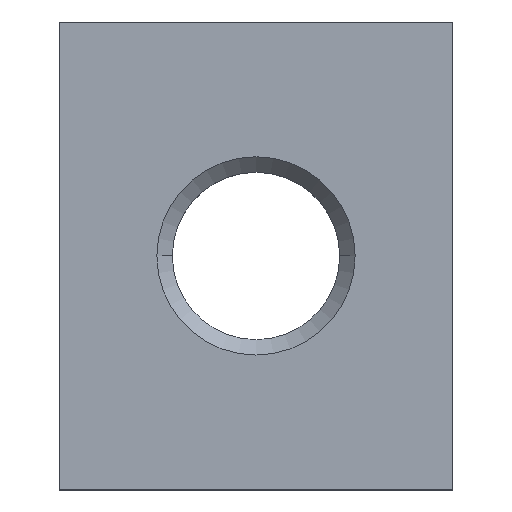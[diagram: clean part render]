
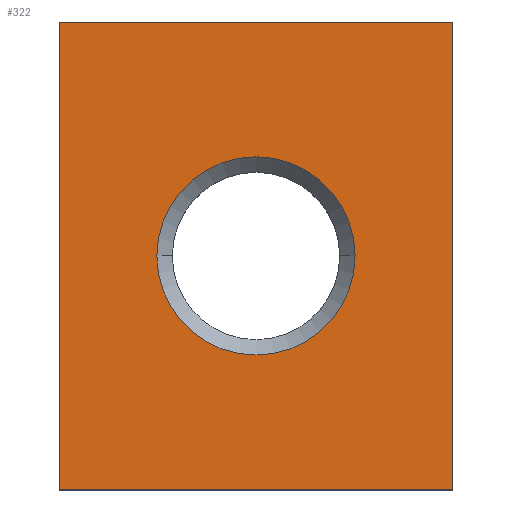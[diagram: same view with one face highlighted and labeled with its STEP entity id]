
A CAD part, top view. The second image highlights one B-rep face of the part: STEP entity #322.
In plain terms, the highlighted planar face has unit normal (0, 0, 1).
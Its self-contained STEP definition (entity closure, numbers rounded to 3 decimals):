
#7 = VECTOR ( 'NONE', #296, 1000. ) ;
#17 = VECTOR ( 'NONE', #284, 1000. ) ;
#22 = VERTEX_POINT ( 'NONE', #82 ) ;
#26 = LINE ( 'NONE', #354, #172 ) ;
#30 = ORIENTED_EDGE ( 'NONE', *, *, #236, .T. ) ;
#32 = EDGE_LOOP ( 'NONE', ( #341, #390 ) ) ;
#36 = AXIS2_PLACEMENT_3D ( 'NONE', #331, #351, #327 ) ;
#46 = AXIS2_PLACEMENT_3D ( 'NONE', #350, #361, #357 ) ;
#47 = EDGE_CURVE ( 'NONE', #22, #290, #291, .T. ) ;
#51 = CARTESIAN_POINT ( 'NONE',  ( 8., -9.5, 2. ) ) ;
#63 = ORIENTED_EDGE ( 'NONE', *, *, #240, .T. ) ;
#64 = LINE ( 'NONE', #253, #153 ) ;
#67 = VERTEX_POINT ( 'NONE', #310 ) ;
#71 = CARTESIAN_POINT ( 'NONE',  ( -8., 9.5, 2. ) ) ;
#79 = AXIS2_PLACEMENT_3D ( 'NONE', #198, #223, #385 ) ;
#82 = CARTESIAN_POINT ( 'NONE',  ( 4.025, 0., 2. ) ) ;
#88 = ORIENTED_EDGE ( 'NONE', *, *, #346, .T. ) ;
#109 = FACE_OUTER_BOUND ( 'NONE', #279, .T. ) ;
#119 = VERTEX_POINT ( 'NONE', #71 ) ;
#153 = VECTOR ( 'NONE', #271, 1000. ) ;
#172 = VECTOR ( 'NONE', #324, 1000. ) ;
#182 = FACE_BOUND ( 'NONE', #32, .T. ) ;
#189 = VERTEX_POINT ( 'NONE', #51 ) ;
#198 = CARTESIAN_POINT ( 'NONE',  ( 0., 0., 2. ) ) ;
#214 = VERTEX_POINT ( 'NONE', #337 ) ;
#223 = DIRECTION ( 'NONE',  ( 0., 0., 1. ) ) ;
#225 = LINE ( 'NONE', #297, #7 ) ;
#236 = EDGE_CURVE ( 'NONE', #67, #189, #225, .T. ) ;
#240 = EDGE_CURVE ( 'NONE', #214, #119, #340, .T. ) ;
#251 = EDGE_CURVE ( 'NONE', #189, #214, #64, .T. ) ;
#253 = CARTESIAN_POINT ( 'NONE',  ( 8., -9.5, 2. ) ) ;
#271 = DIRECTION ( 'NONE',  ( 0., 1., 0. ) ) ;
#279 = EDGE_LOOP ( 'NONE', ( #88, #30, #366, #63 ) ) ;
#284 = DIRECTION ( 'NONE',  ( -1., 0., 0. ) ) ;
#290 = VERTEX_POINT ( 'NONE', #358 ) ;
#291 = CIRCLE ( 'NONE', #79, 4.025 ) ;
#292 = CIRCLE ( 'NONE', #46, 4.025 ) ;
#296 = DIRECTION ( 'NONE',  ( 1., 0., 0. ) ) ;
#297 = CARTESIAN_POINT ( 'NONE',  ( 8., -9.5, 2. ) ) ;
#307 = CARTESIAN_POINT ( 'NONE',  ( 8., 9.5, 2. ) ) ;
#308 = EDGE_CURVE ( 'NONE', #290, #22, #292, .T. ) ;
#310 = CARTESIAN_POINT ( 'NONE',  ( -8., -9.5, 2. ) ) ;
#322 = ADVANCED_FACE ( 'NONE', ( #182, #109 ), #335, .T. ) ;
#324 = DIRECTION ( 'NONE',  ( 0., -1., 0. ) ) ;
#327 = DIRECTION ( 'NONE',  ( 1., 0., 0. ) ) ;
#331 = CARTESIAN_POINT ( 'NONE',  ( 0., 0., 2. ) ) ;
#335 = PLANE ( 'NONE',  #36 ) ;
#337 = CARTESIAN_POINT ( 'NONE',  ( 8., 9.5, 2. ) ) ;
#340 = LINE ( 'NONE', #307, #17 ) ;
#341 = ORIENTED_EDGE ( 'NONE', *, *, #47, .F. ) ;
#346 = EDGE_CURVE ( 'NONE', #119, #67, #26, .T. ) ;
#350 = CARTESIAN_POINT ( 'NONE',  ( 0., 0., 2. ) ) ;
#351 = DIRECTION ( 'NONE',  ( 0., 0., 1. ) ) ;
#354 = CARTESIAN_POINT ( 'NONE',  ( -8., -9.5, 2. ) ) ;
#357 = DIRECTION ( 'NONE',  ( 1., 0., 0. ) ) ;
#358 = CARTESIAN_POINT ( 'NONE',  ( -4.025, 0., 2. ) ) ;
#361 = DIRECTION ( 'NONE',  ( 0., 0., 1. ) ) ;
#366 = ORIENTED_EDGE ( 'NONE', *, *, #251, .T. ) ;
#385 = DIRECTION ( 'NONE',  ( 1., 0., 0. ) ) ;
#390 = ORIENTED_EDGE ( 'NONE', *, *, #308, .F. ) ;
